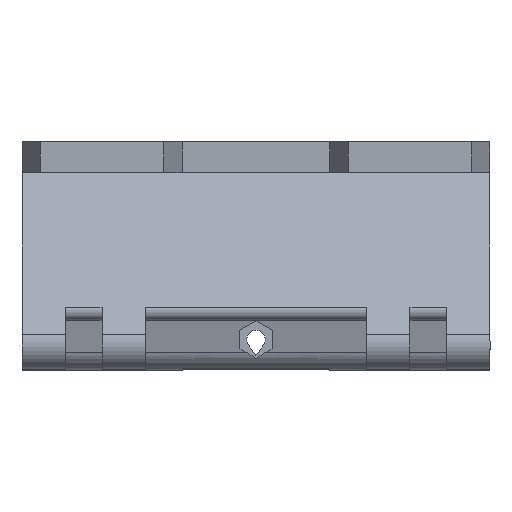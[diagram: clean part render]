
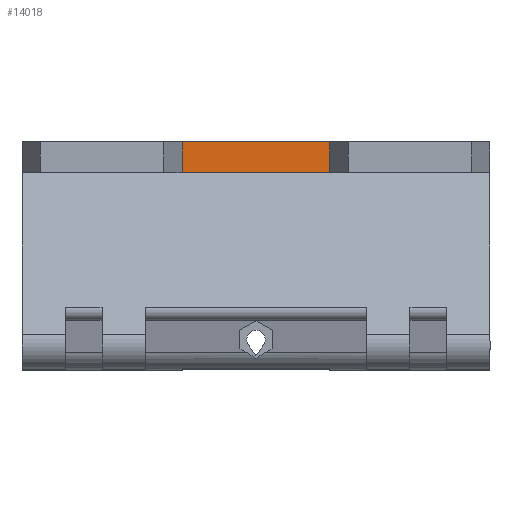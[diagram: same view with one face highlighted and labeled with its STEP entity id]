
A CAD part, top view. The second image highlights one B-rep face of the part: STEP entity #14018.
In plain terms, the highlighted planar face has unit normal (0, 0, 1).
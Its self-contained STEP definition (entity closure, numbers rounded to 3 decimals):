
#336 = PLANE('',#337);
#337 = AXIS2_PLACEMENT_3D('',#338,#339,#340);
#338 = CARTESIAN_POINT('',(0.,-18.614,
    36.274));
#339 = DIRECTION('',(0.,0.419,0.908)
  );
#340 = DIRECTION('',(0.,0.908,-0.419)
  );
#1974 = PLANE('',#1975);
#1975 = AXIS2_PLACEMENT_3D('',#1976,#1977,#1978);
#1976 = CARTESIAN_POINT('',(0.,0.,-30.)
  );
#1977 = DIRECTION('',(0.,-1.,0.));
#1978 = DIRECTION('',(0.,0.,-1.));
#2224 = PLANE('',#2225);
#2225 = AXIS2_PLACEMENT_3D('',#2226,#2227,#2228);
#2226 = CARTESIAN_POINT('',(-12.,0.,
    30.));
#2227 = DIRECTION('',(-0.966,0.,-0.259
    ));
#2228 = DIRECTION('',(-0.259,0.,0.966)
  );
#2282 = EDGE_CURVE('',#2283,#2285,#2287,.T.);
#2283 = VERTEX_POINT('',#2284);
#2284 = CARTESIAN_POINT('',(-12.,0.,
    30.));
#2285 = VERTEX_POINT('',#2286);
#2286 = CARTESIAN_POINT('',(-12.,-5.,30.));
#2287 = SURFACE_CURVE('',#2288,(#2292,#2299),.PCURVE_S1.);
#2288 = LINE('',#2289,#2290);
#2289 = CARTESIAN_POINT('',(-12.,0.,
    30.));
#2290 = VECTOR('',#2291,1.);
#2291 = DIRECTION('',(0.,-1.,0.));
#2292 = PCURVE('',#2224,#2293);
#2293 = DEFINITIONAL_REPRESENTATION('',(#2294),#2298);
#2294 = LINE('',#2295,#2296);
#2295 = CARTESIAN_POINT('',(0.,0.));
#2296 = VECTOR('',#2297,1.);
#2297 = DIRECTION('',(0.,-1.));
#2298 = ( GEOMETRIC_REPRESENTATION_CONTEXT(2) 
PARAMETRIC_REPRESENTATION_CONTEXT() REPRESENTATION_CONTEXT('2D SPACE',''
  ) );
#2299 = PCURVE('',#2300,#2305);
#2300 = PLANE('',#2301);
#2301 = AXIS2_PLACEMENT_3D('',#2302,#2303,#2304);
#2302 = CARTESIAN_POINT('',(0.,-2.5,30.));
#2303 = DIRECTION('',(0.,0.,-1.));
#2304 = DIRECTION('',(0.,-1.,0.));
#2305 = DEFINITIONAL_REPRESENTATION('',(#2306),#2310);
#2306 = LINE('',#2307,#2308);
#2307 = CARTESIAN_POINT('',(-2.5,12.));
#2308 = VECTOR('',#2309,1.);
#2309 = DIRECTION('',(1.,0.));
#2310 = ( GEOMETRIC_REPRESENTATION_CONTEXT(2) 
PARAMETRIC_REPRESENTATION_CONTEXT() REPRESENTATION_CONTEXT('2D SPACE',''
  ) );
#5508 = PLANE('',#5509);
#5509 = AXIS2_PLACEMENT_3D('',#5510,#5511,#5512);
#5510 = CARTESIAN_POINT('',(12.,0.,
    30.));
#5511 = DIRECTION('',(0.966,0.,-0.259)
  );
#5512 = DIRECTION('',(-0.259,0.,
    -0.966));
#5566 = EDGE_CURVE('',#5567,#5569,#5571,.T.);
#5567 = VERTEX_POINT('',#5568);
#5568 = CARTESIAN_POINT('',(12.,0.,
    30.));
#5569 = VERTEX_POINT('',#5570);
#5570 = CARTESIAN_POINT('',(12.,-5.,30.));
#5571 = SURFACE_CURVE('',#5572,(#5576,#5583),.PCURVE_S1.);
#5572 = LINE('',#5573,#5574);
#5573 = CARTESIAN_POINT('',(12.,0.,
    30.));
#5574 = VECTOR('',#5575,1.);
#5575 = DIRECTION('',(0.,-1.,0.));
#5576 = PCURVE('',#5508,#5577);
#5577 = DEFINITIONAL_REPRESENTATION('',(#5578),#5582);
#5578 = LINE('',#5579,#5580);
#5579 = CARTESIAN_POINT('',(-0.,-0.));
#5580 = VECTOR('',#5581,1.);
#5581 = DIRECTION('',(-0.,-1.));
#5582 = ( GEOMETRIC_REPRESENTATION_CONTEXT(2) 
PARAMETRIC_REPRESENTATION_CONTEXT() REPRESENTATION_CONTEXT('2D SPACE',''
  ) );
#5583 = PCURVE('',#2300,#5584);
#5584 = DEFINITIONAL_REPRESENTATION('',(#5585),#5589);
#5585 = LINE('',#5586,#5587);
#5586 = CARTESIAN_POINT('',(-2.5,-12.));
#5587 = VECTOR('',#5588,1.);
#5588 = DIRECTION('',(1.,0.));
#5589 = ( GEOMETRIC_REPRESENTATION_CONTEXT(2) 
PARAMETRIC_REPRESENTATION_CONTEXT() REPRESENTATION_CONTEXT('2D SPACE',''
  ) );
#13297 = EDGE_CURVE('',#5567,#2283,#13298,.T.);
#13298 = SURFACE_CURVE('',#13299,(#13303,#13310),.PCURVE_S1.);
#13299 = LINE('',#13300,#13301);
#13300 = CARTESIAN_POINT('',(0.,0.,30.)
  );
#13301 = VECTOR('',#13302,1.);
#13302 = DIRECTION('',(-1.,0.,0.));
#13303 = PCURVE('',#1974,#13304);
#13304 = DEFINITIONAL_REPRESENTATION('',(#13305),#13309);
#13305 = LINE('',#13306,#13307);
#13306 = CARTESIAN_POINT('',(-60.,0.));
#13307 = VECTOR('',#13308,1.);
#13308 = DIRECTION('',(0.,-1.));
#13309 = ( GEOMETRIC_REPRESENTATION_CONTEXT(2) 
PARAMETRIC_REPRESENTATION_CONTEXT() REPRESENTATION_CONTEXT('2D SPACE',''
  ) );
#13310 = PCURVE('',#2300,#13311);
#13311 = DEFINITIONAL_REPRESENTATION('',(#13312),#13316);
#13312 = LINE('',#13313,#13314);
#13313 = CARTESIAN_POINT('',(-2.5,0.));
#13314 = VECTOR('',#13315,1.);
#13315 = DIRECTION('',(0.,1.));
#13316 = ( GEOMETRIC_REPRESENTATION_CONTEXT(2) 
PARAMETRIC_REPRESENTATION_CONTEXT() REPRESENTATION_CONTEXT('2D SPACE',''
  ) );
#13990 = EDGE_CURVE('',#2285,#5569,#13991,.T.);
#13991 = SURFACE_CURVE('',#13992,(#13996,#14003),.PCURVE_S1.);
#13992 = LINE('',#13993,#13994);
#13993 = CARTESIAN_POINT('',(0.,-5.,30.));
#13994 = VECTOR('',#13995,1.);
#13995 = DIRECTION('',(1.,0.,0.));
#13996 = PCURVE('',#336,#13997);
#13997 = DEFINITIONAL_REPRESENTATION('',(#13998),#14002);
#13998 = LINE('',#13999,#14000);
#13999 = CARTESIAN_POINT('',(14.99,0.));
#14000 = VECTOR('',#14001,1.);
#14001 = DIRECTION('',(0.,-1.));
#14002 = ( GEOMETRIC_REPRESENTATION_CONTEXT(2) 
PARAMETRIC_REPRESENTATION_CONTEXT() REPRESENTATION_CONTEXT('2D SPACE',''
  ) );
#14003 = PCURVE('',#2300,#14004);
#14004 = DEFINITIONAL_REPRESENTATION('',(#14005),#14009);
#14005 = LINE('',#14006,#14007);
#14006 = CARTESIAN_POINT('',(2.5,0.));
#14007 = VECTOR('',#14008,1.);
#14008 = DIRECTION('',(0.,-1.));
#14009 = ( GEOMETRIC_REPRESENTATION_CONTEXT(2) 
PARAMETRIC_REPRESENTATION_CONTEXT() REPRESENTATION_CONTEXT('2D SPACE',''
  ) );
#14018 = ADVANCED_FACE('',(#14019),#2300,.F.);
#14019 = FACE_BOUND('',#14020,.T.);
#14020 = EDGE_LOOP('',(#14021,#14022,#14023,#14024));
#14021 = ORIENTED_EDGE('',*,*,#13297,.T.);
#14022 = ORIENTED_EDGE('',*,*,#2282,.T.);
#14023 = ORIENTED_EDGE('',*,*,#13990,.T.);
#14024 = ORIENTED_EDGE('',*,*,#5566,.F.);
